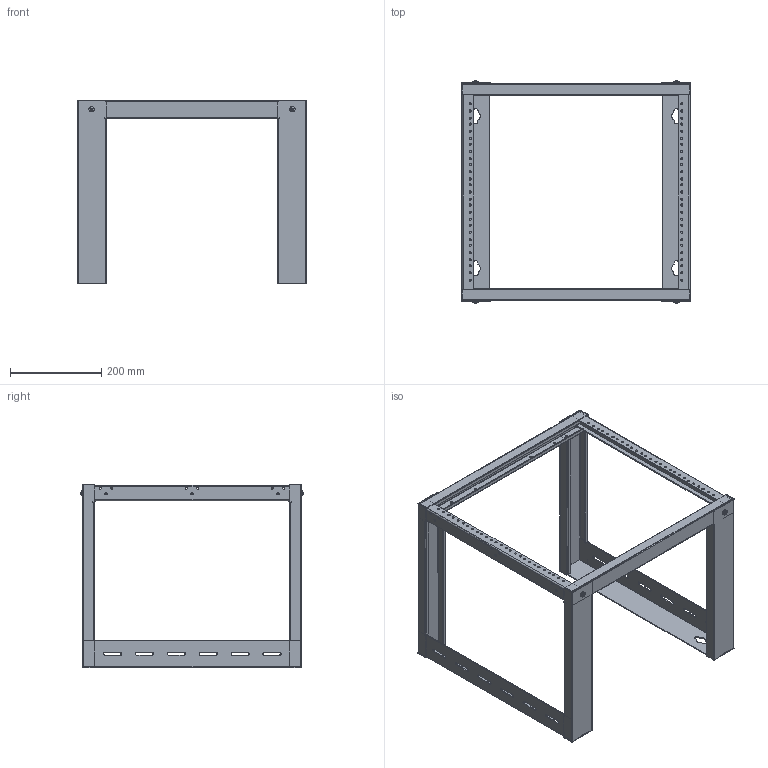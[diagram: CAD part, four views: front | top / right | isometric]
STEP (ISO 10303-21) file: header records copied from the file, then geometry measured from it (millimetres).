
FILE_DESCRIPTION (( 'STEP AP214' ), '1' );
FILE_NAME ('LC-9UWMR15IN-12-24_3D.step', '2023-12-14T14:30:28', ( '' ), ( '' ), 'SwSTEP 2.0', 'SolidWorks 2022', '' );
FILE_SCHEMA (( 'AUTOMOTIVE_DESIGN' ));
Length unit declared in the file: inch
Products named in the file (10): front frame^LC-9UWMR15IN-12-24; LC-9UWMR15IN-12-24_3D; hz mbr^side frame_LC-9UWMR15IN-12-24; hz mbr opp^side frame_LC-9UWMR15IN-12-24; side frame^LC-9UWMR15IN-12-24; vt mbr^side frame_LC-9UWMR15IN-12-24; M6 pem^front frame_LC-9UWMR15IN-12-24; hz mbr^front frame_LC-9UWMR15IN-12-24; vt mbr^front frame_LC-9UWMR15IN-12-24; M6X16 cheese head screw^LC-9UWMR15IN-12-24
Assembly tree (18 placements, depth 3):
  LC-9UWMR15IN-12-24_3D
    front frame^LC-9UWMR15IN-12-24
      hz mbr^front frame_LC-9UWMR15IN-12-24  x2
      M6 pem^front frame_LC-9UWMR15IN-12-24  x4
      vt mbr^front frame_LC-9UWMR15IN-12-24  x2
    side frame^LC-9UWMR15IN-12-24  x2
      vt mbr^side frame_LC-9UWMR15IN-12-24
      hz mbr^side frame_LC-9UWMR15IN-12-24
      hz mbr opp^side frame_LC-9UWMR15IN-12-24
    M6X16 cheese head screw^LC-9UWMR15IN-12-24  x4
Bounding box: 505 x 487.65 x 402 mm (x, y, z)
Volume: 964366.5 mm3; surface area: 935699.7 mm2
Topology: 18 solids, 18 shells, 820 faces, 2072 edges, 1296 vertices
Faces by surface type: plane 432, cylinder 356, cone 32
Entity records: 11768 total; most frequent: CARTESIAN_POINT 2073, DIRECTION 1996, ORIENTED_EDGE 1860, EDGE_CURVE 930, AXIS2_PLACEMENT_3D 727, VERTEX_POINT 580, LINE 542, VECTOR 542
